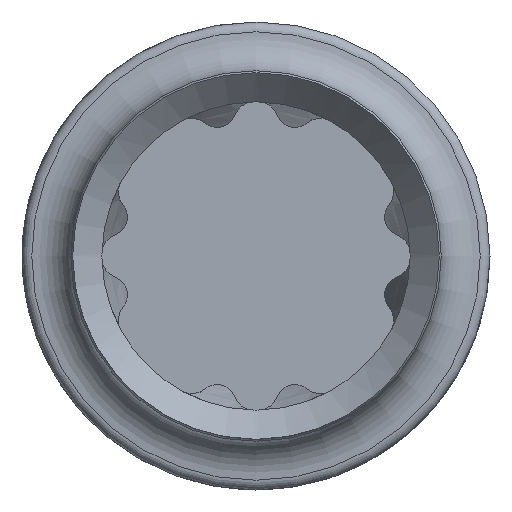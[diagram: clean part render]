
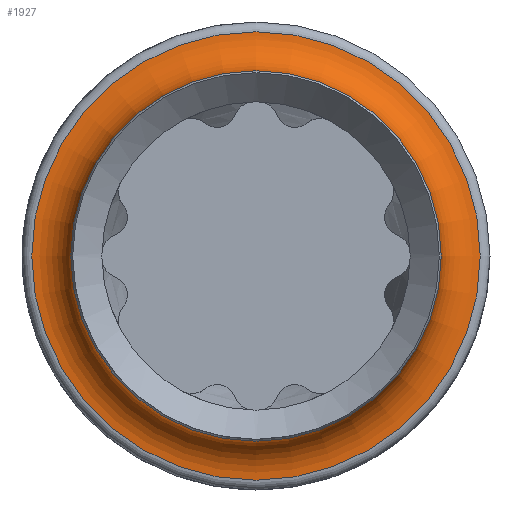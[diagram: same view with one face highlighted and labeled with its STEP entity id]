
A CAD part, left-side view. The second image highlights one B-rep face of the part: STEP entity #1927.
In plain terms, the highlighted toroidal (fillet/blend) face has major radius 11.5 mm and minor radius 2 mm.
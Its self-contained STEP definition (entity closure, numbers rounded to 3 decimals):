
#29=TOROIDAL_SURFACE('',#2082,11.5,2.);
#527=ORIENTED_EDGE('',*,*,#825,.F.);
#528=ORIENTED_EDGE('',*,*,#793,.F.);
#793=EDGE_CURVE('',#950,#950,#1034,.T.);
#825=EDGE_CURVE('',#967,#967,#1052,.F.);
#950=VERTEX_POINT('',#5535);
#967=VERTEX_POINT('',#6813);
#1034=CIRCLE('',#2049,9.5);
#1052=CIRCLE('',#2083,11.5);
#1119=EDGE_LOOP('',(#527));
#1120=EDGE_LOOP('',(#528));
#1220=FACE_BOUND('',#1119,.T.);
#1221=FACE_BOUND('',#1120,.T.);
#1927=ADVANCED_FACE('',(#1220,#1221),#29,.F.);
#2049=AXIS2_PLACEMENT_3D('',#5534,#2322,#2323);
#2082=AXIS2_PLACEMENT_3D('',#6811,#2390,#2391);
#2083=AXIS2_PLACEMENT_3D('',#6812,#2392,#2393);
#2322=DIRECTION('',(-1.,0.,0.));
#2323=DIRECTION('',(0.,0.,1.));
#2390=DIRECTION('',(-1.,0.,0.));
#2391=DIRECTION('',(0.,0.,1.));
#2392=DIRECTION('',(-1.,0.,0.));
#2393=DIRECTION('',(0.,0.,1.));
#5534=CARTESIAN_POINT('',(-54.,0.,0.));
#5535=CARTESIAN_POINT('',(-54.,0.,9.5));
#6811=CARTESIAN_POINT('',(-54.,0.,0.));
#6812=CARTESIAN_POINT('',(-52.,0.,0.));
#6813=CARTESIAN_POINT('',(-52.,0.,11.5));
